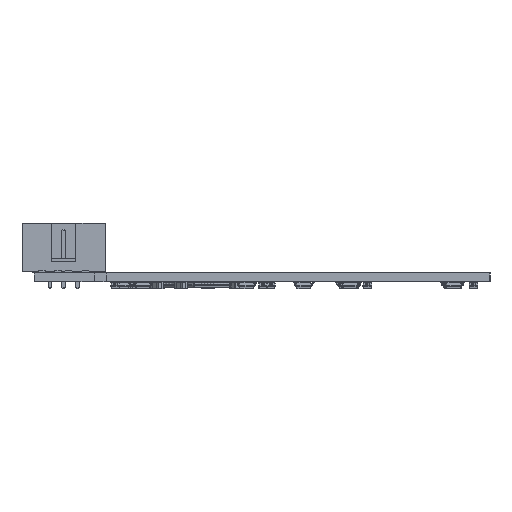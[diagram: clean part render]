
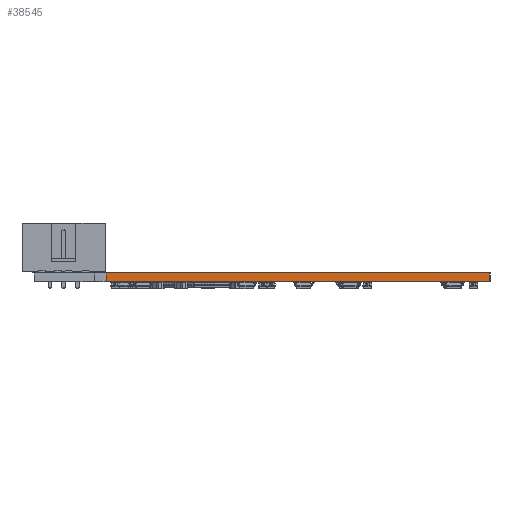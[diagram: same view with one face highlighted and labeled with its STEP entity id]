
A CAD part, left-side view. The second image highlights one B-rep face of the part: STEP entity #38545.
In plain terms, the highlighted planar face has unit normal (-1, 0, 0).
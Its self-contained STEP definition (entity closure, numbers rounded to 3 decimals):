
#33445 = VERTEX_POINT('',#33446);
#33446 = CARTESIAN_POINT('',(-92.8,28.6,0.));
#33452 = EDGE_CURVE('',#33453,#33445,#33455,.T.);
#33453 = VERTEX_POINT('',#33454);
#33454 = CARTESIAN_POINT('',(-92.8,-41.8,0.));
#33455 = LINE('',#33456,#33457);
#33456 = CARTESIAN_POINT('',(-92.8,-41.8,0.));
#33457 = VECTOR('',#33458,1.);
#33458 = DIRECTION('',(0.,1.,0.));
#35981 = VERTEX_POINT('',#35982);
#35982 = CARTESIAN_POINT('',(-92.8,28.6,1.6));
#35988 = EDGE_CURVE('',#35989,#35981,#35991,.T.);
#35989 = VERTEX_POINT('',#35990);
#35990 = CARTESIAN_POINT('',(-92.8,-41.8,1.6));
#35991 = LINE('',#35992,#35993);
#35992 = CARTESIAN_POINT('',(-92.8,-41.8,1.6));
#35993 = VECTOR('',#35994,1.);
#35994 = DIRECTION('',(0.,1.,0.));
#38517 = EDGE_CURVE('',#33453,#35989,#38518,.T.);
#38518 = LINE('',#38519,#38520);
#38519 = CARTESIAN_POINT('',(-92.8,-41.8,0.));
#38520 = VECTOR('',#38521,1.);
#38521 = DIRECTION('',(0.,0.,1.));
#38545 = ADVANCED_FACE('',(#38546),#38557,.T.);
#38546 = FACE_BOUND('',#38547,.T.);
#38547 = EDGE_LOOP('',(#38548,#38549,#38550,#38556));
#38548 = ORIENTED_EDGE('',*,*,#38517,.T.);
#38549 = ORIENTED_EDGE('',*,*,#35988,.T.);
#38550 = ORIENTED_EDGE('',*,*,#38551,.F.);
#38551 = EDGE_CURVE('',#33445,#35981,#38552,.T.);
#38552 = LINE('',#38553,#38554);
#38553 = CARTESIAN_POINT('',(-92.8,28.6,0.));
#38554 = VECTOR('',#38555,1.);
#38555 = DIRECTION('',(0.,0.,1.));
#38556 = ORIENTED_EDGE('',*,*,#33452,.F.);
#38557 = PLANE('',#38558);
#38558 = AXIS2_PLACEMENT_3D('',#38559,#38560,#38561);
#38559 = CARTESIAN_POINT('',(-92.8,-41.8,0.));
#38560 = DIRECTION('',(-1.,0.,0.));
#38561 = DIRECTION('',(0.,1.,0.));
